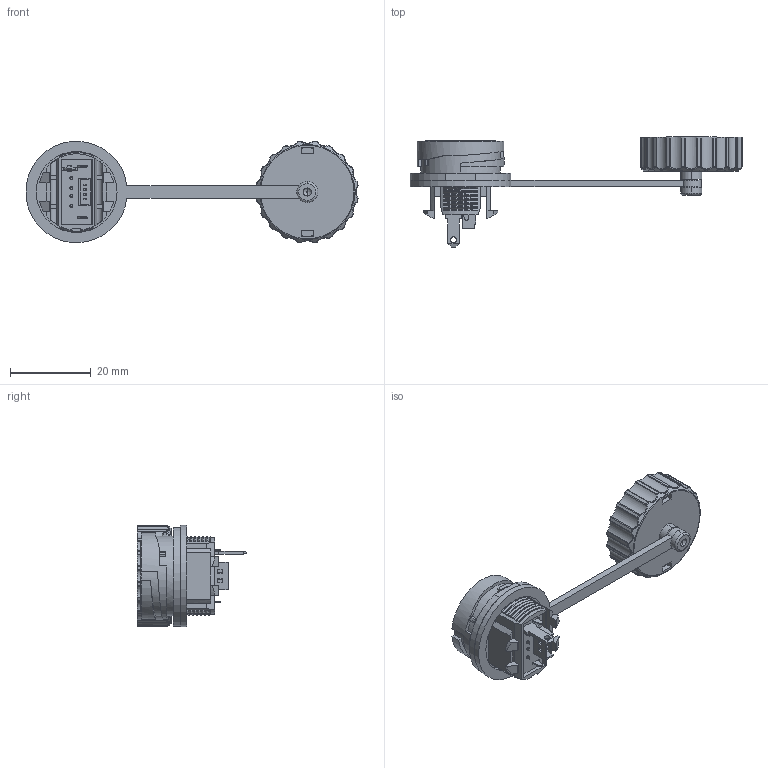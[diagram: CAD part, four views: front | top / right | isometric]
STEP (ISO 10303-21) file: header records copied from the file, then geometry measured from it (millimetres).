
FILE_DESCRIPTION((''),'2;1');
FILE_NAME('WATER_PROOF_USB_CONN_ASM','2020-04-02T',('Administrator'),(''),'PRO/ENGINEER BY PARAMETRIC TECHNOLOGY CORPORATION, 2010280','PRO/ENGINEER BY PARAMETRIC TECHNOLOGY CORPORATION, 2010280','');
FILE_SCHEMA(('AUTOMOTIVE_DESIGN { 1 2 10303 214 0 1 1 1 }'));
Products named in the file (12): WATER_PROOF_USB_CONN_1001; WATER_PROOF_USB_CONN_1002; WATER_PROOF_USB_CONN_1003; WATER_PROOF_USB_CONN_1004; WATER_PROOF_USB_CONN_1005; WATER_PROOF_USB_CONN_1006; WATER_PROOF_USB_CONN_1007; I-UAS21-14X00_1; S-UAS21-14XX0_1; T-UAS21-10XXX_1; UAS2_ASM; WATER_PROOF_USB_CONN_ASM
Assembly tree (14 placements, depth 3):
  WATER_PROOF_USB_CONN_ASM
    WATER_PROOF_USB_CONN_1001
    WATER_PROOF_USB_CONN_1002
    WATER_PROOF_USB_CONN_1003
    WATER_PROOF_USB_CONN_1004
    WATER_PROOF_USB_CONN_1005
    WATER_PROOF_USB_CONN_1006
    WATER_PROOF_USB_CONN_1007
    UAS2_ASM
      I-UAS21-14X00_1
      S-UAS21-14XX0_1
      T-UAS21-10XXX_1  x4
Bounding box: 82.41 x 27.3 x 25.2 mm (x, y, z)
Volume: 6523.9 mm3; surface area: 9883.6 mm2
Topology: 13 solids, 13 shells, 1390 faces, 3597 edges, 2251 vertices
Faces by surface type: plane 844, cylinder 334, bspline 140, sphere 40, torus 24, cone 8
Entity records: 63467 total; most frequent: CARTESIAN_POINT 23673, ORIENTED_EDGE 6372, DIRECTION 5762, PRESENTATION_STYLE_ASSIGNMENT 3196, STYLED_ITEM 3196, CURVE_STYLE 3186, EDGE_CURVE 3186, VECTOR 2174
